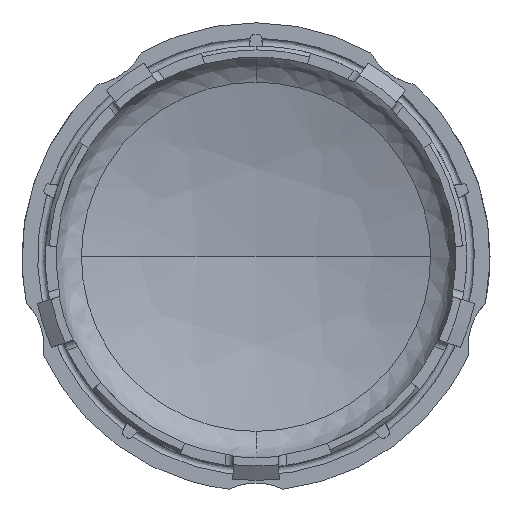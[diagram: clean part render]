
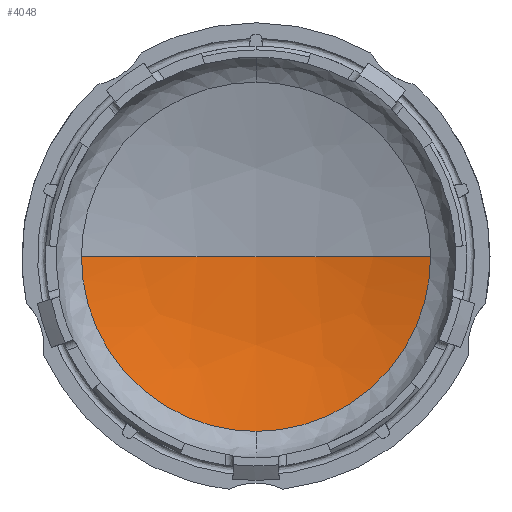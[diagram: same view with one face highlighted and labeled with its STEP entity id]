
A CAD part, front view. The second image highlights one B-rep face of the part: STEP entity #4048.
In plain terms, the highlighted free-form (B-spline) face has degree [2, 2] with [3, 3] control points.
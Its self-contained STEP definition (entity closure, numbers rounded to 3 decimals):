
#282 = VERTEX_POINT('',#283);
#283 = CARTESIAN_POINT('',(-64.812,9.699,0.));
#290 = VERTEX_POINT('',#291);
#291 = CARTESIAN_POINT('',(64.812,9.699,
    0.));
#297 = EDGE_CURVE('',#298,#290,#300,.T.);
#298 = VERTEX_POINT('',#299);
#299 = CARTESIAN_POINT('',(0.,19.939,0.));
#300 = ( BOUNDED_CURVE() B_SPLINE_CURVE(2,(#301,#302,#303),
.UNSPECIFIED.,.F.,.F.) B_SPLINE_CURVE_WITH_KNOTS((3,3),(1.571,
1.884),.PIECEWISE_BEZIER_KNOTS.) CURVE() 
GEOMETRIC_REPRESENTATION_ITEM() RATIONAL_B_SPLINE_CURVE((1.,
0.988,1.)) REPRESENTATION_ITEM('') );
#301 = CARTESIAN_POINT('',(0.,19.939,
    0.));
#302 = CARTESIAN_POINT('',(33.215,19.939,
    0.));
#303 = CARTESIAN_POINT('',(64.812,9.699,
    0.));
#305 = EDGE_CURVE('',#298,#282,#306,.T.);
#306 = ( BOUNDED_CURVE() B_SPLINE_CURVE(2,(#307,#308,#309),
.UNSPECIFIED.,.F.,.F.) B_SPLINE_CURVE_WITH_KNOTS((3,3),(1.571,
1.884),.PIECEWISE_BEZIER_KNOTS.) CURVE() 
GEOMETRIC_REPRESENTATION_ITEM() RATIONAL_B_SPLINE_CURVE((1.,
0.988,1.)) REPRESENTATION_ITEM('') );
#307 = CARTESIAN_POINT('',(0.,19.939,0.));
#308 = CARTESIAN_POINT('',(-33.215,19.939,0.));
#309 = CARTESIAN_POINT('',(-64.812,9.699,0.));
#792 = EDGE_CURVE('',#282,#793,#795,.T.);
#793 = VERTEX_POINT('',#794);
#794 = CARTESIAN_POINT('',(0.,9.699,-64.812));
#795 = ( BOUNDED_CURVE() B_SPLINE_CURVE(2,(#796,#797,#798),
.UNSPECIFIED.,.F.,.F.) B_SPLINE_CURVE_WITH_KNOTS((3,3),(4.712,
6.283),.PIECEWISE_BEZIER_KNOTS.) CURVE() 
GEOMETRIC_REPRESENTATION_ITEM() RATIONAL_B_SPLINE_CURVE((1.,
0.707,1.)) REPRESENTATION_ITEM('') );
#796 = CARTESIAN_POINT('',(-64.812,9.699,
    0.));
#797 = CARTESIAN_POINT('',(-64.812,9.699,
    -64.812));
#798 = CARTESIAN_POINT('',(0.,9.699,
    -64.812));
#2876 = EDGE_CURVE('',#793,#290,#2877,.T.);
#2877 = ( BOUNDED_CURVE() B_SPLINE_CURVE(2,(#2878,#2879,#2880),
.UNSPECIFIED.,.F.,.F.) B_SPLINE_CURVE_WITH_KNOTS((3,3),(0.,
1.571),.PIECEWISE_BEZIER_KNOTS.) CURVE() 
GEOMETRIC_REPRESENTATION_ITEM() RATIONAL_B_SPLINE_CURVE((1.,
0.707,1.)) REPRESENTATION_ITEM('') );
#2878 = CARTESIAN_POINT('',(0.,9.699,-64.812));
#2879 = CARTESIAN_POINT('',(64.812,9.699,
    -64.812));
#2880 = CARTESIAN_POINT('',(64.812,9.699,
    0.));
#4048 = ADVANCED_FACE('',(#4049),#4055,.F.);
#4049 = FACE_BOUND('',#4050,.F.);
#4050 = EDGE_LOOP('',(#4051,#4052,#4053,#4054));
#4051 = ORIENTED_EDGE('',*,*,#2876,.F.);
#4052 = ORIENTED_EDGE('',*,*,#792,.F.);
#4053 = ORIENTED_EDGE('',*,*,#305,.F.);
#4054 = ORIENTED_EDGE('',*,*,#297,.T.);
#4055 = ( BOUNDED_SURFACE() B_SPLINE_SURFACE(2,2,(
    (#4056,#4057,#4058)
    ,(#4059,#4060,#4061)
    ,(#4062,#4063,#4064
)),.UNSPECIFIED.,.F.,.F.,.F.) B_SPLINE_SURFACE_WITH_KNOTS((3,3),(3,3),(
    1.257,1.884),(0.,0.313),
.PIECEWISE_BEZIER_KNOTS.) GEOMETRIC_REPRESENTATION_ITEM() 
RATIONAL_B_SPLINE_SURFACE((
    (1.,0.988,1.)
    ,(0.951,0.94,0.951)
,(1.,0.988,1.))) REPRESENTATION_ITEM('') SURFACE() );
#4056 = CARTESIAN_POINT('',(-64.812,9.699,
    0.));
#4057 = CARTESIAN_POINT('',(-64.812,9.699,
    -33.215));
#4058 = CARTESIAN_POINT('',(-61.655,-0.042,
    -64.812));
#4059 = CARTESIAN_POINT('',(0.,30.703,
    0.));
#4060 = CARTESIAN_POINT('',(0.,30.703,
    -33.215));
#4061 = CARTESIAN_POINT('',(0.,19.939,
    -64.812));
#4062 = CARTESIAN_POINT('',(64.812,9.699,
    0.));
#4063 = CARTESIAN_POINT('',(64.812,9.699,
    -33.215));
#4064 = CARTESIAN_POINT('',(61.655,-0.042,
    -64.812));
